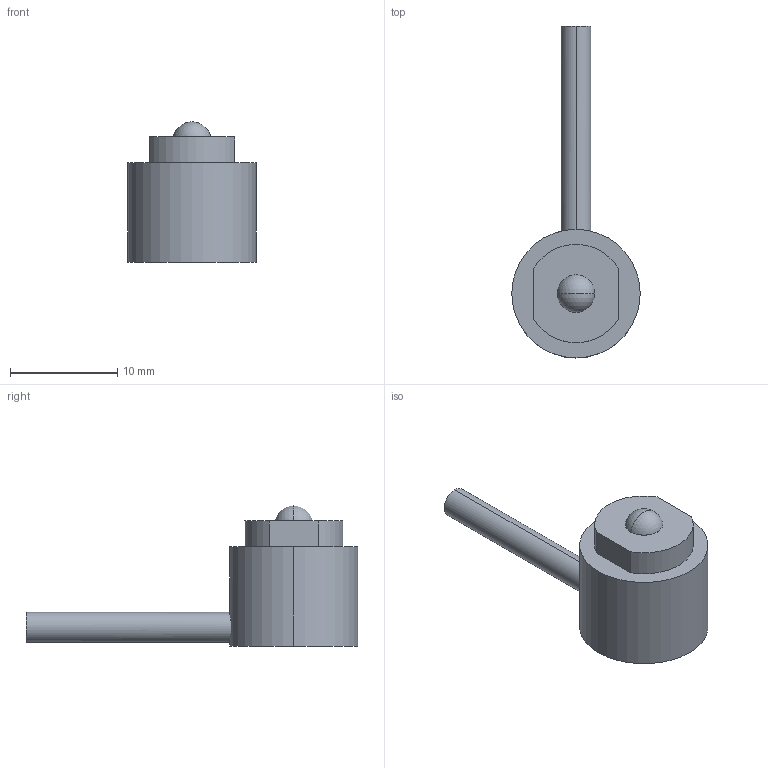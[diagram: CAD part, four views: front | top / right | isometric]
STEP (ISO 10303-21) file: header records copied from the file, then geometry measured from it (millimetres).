
FILE_DESCRIPTION (( 'STEP AP214' ), '1' );
FILE_NAME ('MR-T12B.STEP', '2015-09-23T06:24:53', ( '' ), ( '' ), 'SwSTEP 2.0', 'SolidWorks 2013', '' );
FILE_SCHEMA (( 'AUTOMOTIVE_DESIGN' ));
Length unit declared in the file: millimetre
Products named in the file (1): MR-T12B
Bounding box: 12 x 31.01 x 13.11 mm (x, y, z)
Volume: 1328.1 mm3; surface area: 819.3 mm2
Topology: 1 solids, 1 shells, 16 faces, 32 edges, 21 vertices
Faces by surface type: cylinder 8, plane 6, sphere 2
Entity records: 557 total; most frequent: CARTESIAN_POINT 118, DIRECTION 80, ORIENTED_EDGE 64, AXIS2_PLACEMENT_3D 33, EDGE_CURVE 32, VERTEX_POINT 21, EDGE_LOOP 19, ADVANCED_FACE 16
